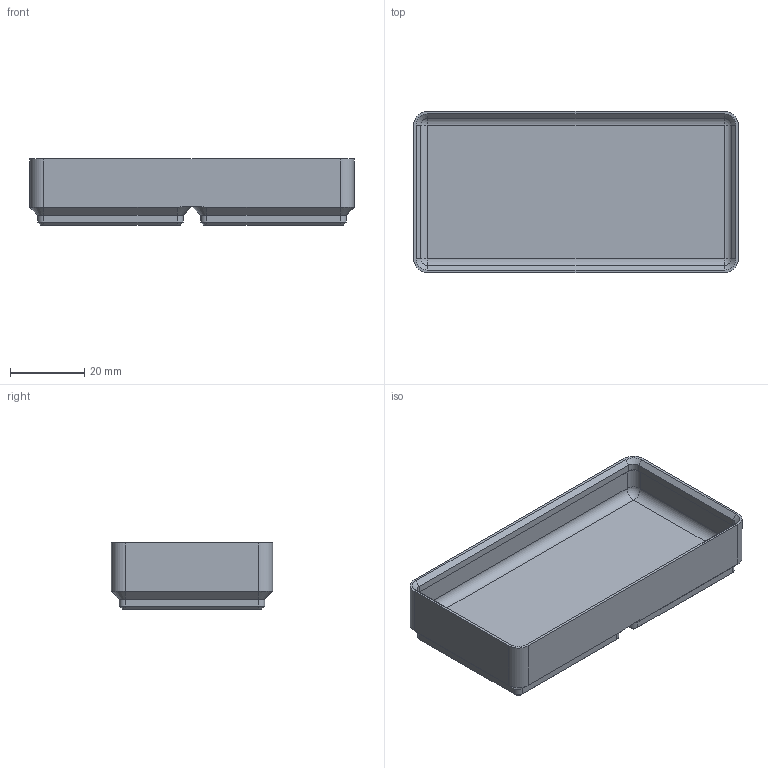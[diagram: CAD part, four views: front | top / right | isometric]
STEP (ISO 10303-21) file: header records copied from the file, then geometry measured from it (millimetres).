
FILE_DESCRIPTION(/* description */ (''),/* implementation_level */ '2;1');
FILE_NAME(/* name */ 'Bin 1x2x0.5 v1.step',/* time_stamp */ '2025-09-15T05:52:56-04:00',/* author */ (''),/* organization */ (''),/* preprocessor_version */ 'ST-DEVELOPER v20.1',/* originating_system */ 'Autodesk Translation Framework v14.17.0.0',/* authorisation */ '');
FILE_SCHEMA (('AUTOMOTIVE_DESIGN { 1 0 10303 214 3 1 1 }'));
Length unit declared in the file: millimetre
Products named in the file (2): Bin 1x2x0.5; Gridfinity bin 1x2x2
Assembly tree (1 placements, depth 2):
  Bin 1x2x0.5
    Gridfinity bin 1x2x2
Bounding box: 87.5 x 43.5 x 17.8 mm (x, y, z)
Volume: 24272.9 mm3; surface area: 14582.5 mm2
Topology: 1 solids, 1 shells, 102 faces, 217 edges, 118 vertices
Faces by surface type: plane 50, cone 24, cylinder 24, sphere 4
Entity records: 2694 total; most frequent: DIRECTION 487, CARTESIAN_POINT 448, ORIENTED_EDGE 434, EDGE_CURVE 217, AXIS2_PLACEMENT_3D 169, LINE 149, VECTOR 149, VERTEX_POINT 118
